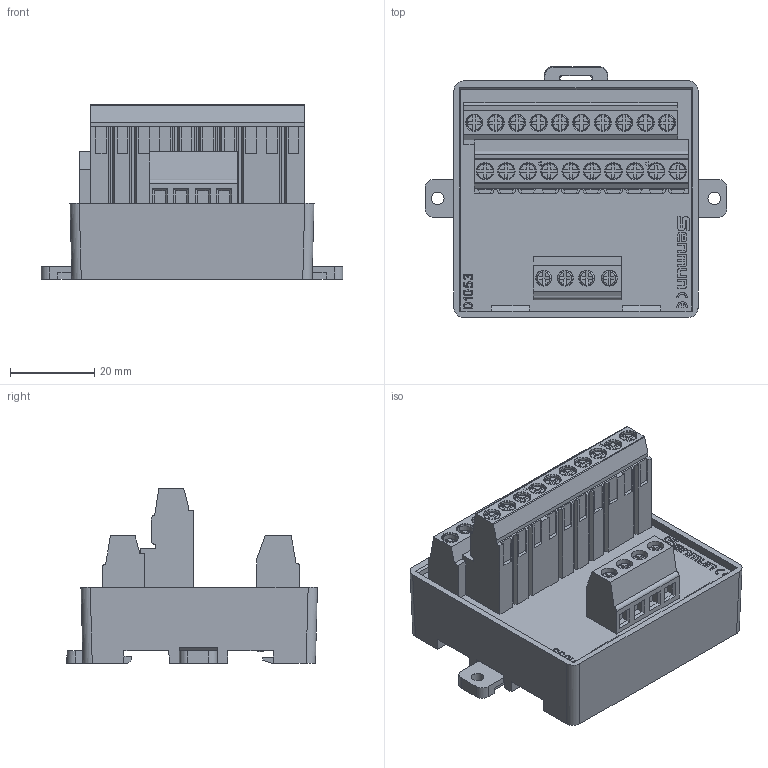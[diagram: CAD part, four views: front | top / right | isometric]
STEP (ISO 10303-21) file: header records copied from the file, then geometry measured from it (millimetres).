
FILE_DESCRIPTION(/* description */ (''),/* implementation_level */ '2;1');
FILE_NAME(/* name */ 'D1053-E.stp',/* time_stamp */ '2024-08-09T15:48:06+08:00',/* author */ (''),/* organization */ (''),/* preprocessor_version */ 'ST-DEVELOPER v14',/* originating_system */ 'SIEMENS PLM Software NX 8.0',/* authorisation */ '');
FILE_SCHEMA (('AUTOMOTIVE_DESIGN { 1 0 10303 214 3 1 1 1 }'));
Length unit declared in the file: millimetre
Products named in the file (1): D1053-E 3D_stp
Bounding box: 71.6 x 59.51 x 41.45 mm (x, y, z)
Volume: 68816.4 mm3; surface area: 19371.2 mm2
Topology: 3 solids, 3 shells, 1175 faces, 3089 edges, 2021 vertices
Faces by surface type: plane 915, cylinder 120, torus 74, cone 50, extrusion 14, bspline 2
Full cylindrical faces by diameter (mm): 3 x2, 3.8 x4, 4.1 x14, 4.13 x14
Entity records: 38213 total; most frequent: CARTESIAN_POINT 8851, ORIENTED_EDGE 6034, DIRECTION 5448, EDGE_CURVE 3017, VECTOR 2398, LINE 2384, VERTEX_POINT 1999, AXIS2_PLACEMENT_3D 1525
